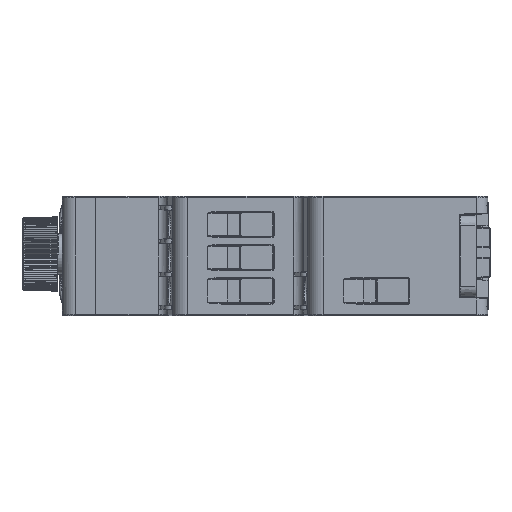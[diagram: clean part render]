
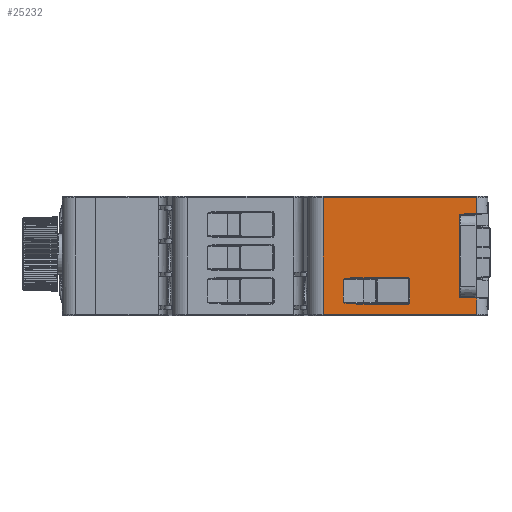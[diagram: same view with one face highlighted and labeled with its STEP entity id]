
A CAD part, left-side view. The second image highlights one B-rep face of the part: STEP entity #25232.
In plain terms, the highlighted planar face has unit normal (-1, 0, 0).
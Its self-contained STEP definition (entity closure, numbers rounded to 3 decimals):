
#5476=DIRECTION('',(0.,1.,0.));
#5477=VECTOR('',#5476,23.117);
#5478=CARTESIAN_POINT('',(-45.,-62.504,17.8));
#5479=LINE('',#5478,#5477);
#5655=CARTESIAN_POINT('',(-45.,-62.504,15.361));
#5660=DIRECTION('',(0.,0.,1.));
#5661=VECTOR('',#5660,2.439);
#5662=CARTESIAN_POINT('',(-45.,-62.504,15.361));
#5663=LINE('',#5662,#5661);
#6682=DIRECTION('',(0.,0.,1.));
#6683=VECTOR('',#6682,2.48);
#6684=CARTESIAN_POINT('',(-45.,-62.504,0.2));
#6685=LINE('',#6684,#6683);
#6712=DIRECTION('',(0.,1.,-0.017));
#6713=VECTOR('',#6712,2.514);
#6714=CARTESIAN_POINT('',(-45.,-62.504,15.361));
#6715=LINE('',#6714,#6713);
#6719=DIRECTION('',(0.,-1.,-0.017));
#6720=VECTOR('',#6719,2.514);
#6721=CARTESIAN_POINT('',(-45.,-59.99,2.724));
#6722=LINE('',#6721,#6720);
#6726=CARTESIAN_POINT('',(-45.,-42.437,2.046));
#6727=CARTESIAN_POINT('',(-45.,-42.437,2.027));
#6728=CARTESIAN_POINT('',(-45.,-42.466,
1.989));
#6729=CARTESIAN_POINT('',(-45.,-42.59,
1.934));
#6730=CARTESIAN_POINT('',(-45.,-42.759,
1.892));
#6731=CARTESIAN_POINT('',(-45.,-42.929,
1.862));
#6732=CARTESIAN_POINT('',(-45.,-43.121,
1.834));
#6733=CARTESIAN_POINT('',(-45.,-43.399,
1.804));
#6734=CARTESIAN_POINT('',(-45.,-43.78,
1.777));
#6735=CARTESIAN_POINT('',(-45.,-44.194,
1.761));
#6736=CARTESIAN_POINT('',(-45.,-44.483,
1.757));
#6737=CARTESIAN_POINT('',(-45.,-44.629,
1.758));
#6742=CARTESIAN_POINT('',(-45.,-52.124,
1.759));
#6743=CARTESIAN_POINT('',(-45.,-52.153,
1.76));
#6744=CARTESIAN_POINT('',(-45.,-52.193,
1.764));
#6745=CARTESIAN_POINT('',(-45.,-52.256,
1.786));
#6746=CARTESIAN_POINT('',(-45.,-52.291,1.807));
#6747=CARTESIAN_POINT('',(-45.,-52.308,1.82));
#6752=CARTESIAN_POINT('',(-45.,-52.308,1.82));
#6753=CARTESIAN_POINT('',(-45.,-52.333,1.839));
#6754=CARTESIAN_POINT('',(-45.,-52.376,1.882));
#6755=CARTESIAN_POINT('',(-45.,-52.418,1.967));
#6756=CARTESIAN_POINT('',(-45.,-52.427,2.028));
#6757=CARTESIAN_POINT('',(-45.,-52.428,2.059));
#6762=CARTESIAN_POINT('',(-45.,-52.428,5.441));
#6763=CARTESIAN_POINT('',(-45.,-52.427,5.472));
#6764=CARTESIAN_POINT('',(-45.,-52.418,5.533));
#6765=CARTESIAN_POINT('',(-45.,-52.376,5.618));
#6766=CARTESIAN_POINT('',(-45.,-52.333,5.661));
#6767=CARTESIAN_POINT('',(-45.,-52.308,5.68));
#6772=CARTESIAN_POINT('',(-45.,-52.308,5.68));
#6773=CARTESIAN_POINT('',(-45.,-52.291,5.693));
#6774=CARTESIAN_POINT('',(-45.,-52.255,
5.715));
#6775=CARTESIAN_POINT('',(-45.,-52.193,
5.736));
#6776=CARTESIAN_POINT('',(-45.,-52.152,
5.74));
#6777=CARTESIAN_POINT('',(-45.,-52.124,
5.741));
#6782=CARTESIAN_POINT('',(-45.,-44.629,
5.742));
#6783=CARTESIAN_POINT('',(-45.,-44.483,
5.743));
#6784=CARTESIAN_POINT('',(-45.,-44.194,
5.739));
#6785=CARTESIAN_POINT('',(-45.,-43.78,
5.723));
#6786=CARTESIAN_POINT('',(-45.,-43.399,
5.696));
#6787=CARTESIAN_POINT('',(-45.,-43.121,
5.666));
#6788=CARTESIAN_POINT('',(-45.,-42.929,
5.638));
#6789=CARTESIAN_POINT('',(-45.,-42.759,
5.608));
#6790=CARTESIAN_POINT('',(-45.,-42.59,
5.566));
#6791=CARTESIAN_POINT('',(-45.,-42.466,
5.511));
#6792=CARTESIAN_POINT('',(-45.,-42.437,5.473));
#6793=CARTESIAN_POINT('',(-45.,-42.437,5.454));
#6805=DIRECTION('',(0.,0.,-1.));
#6806=VECTOR('',#6805,17.6);
#6807=CARTESIAN_POINT('',(-45.,-39.386,17.8));
#6808=LINE('',#6807,#6806);
#7245=DIRECTION('',(0.,-1.,0.));
#7246=VECTOR('',#7245,23.117);
#7247=CARTESIAN_POINT('',(-45.,-39.386,0.2));
#7248=LINE('',#7247,#7246);
#7521=DIRECTION('',(0.,0.,1.));
#7522=VECTOR('',#7521,12.593);
#7523=CARTESIAN_POINT('',(-45.,-59.99,2.724));
#7524=LINE('',#7523,#7522);
#7542=DIRECTION('',(0.,0.,1.));
#7543=VECTOR('',#7542,3.407);
#7544=CARTESIAN_POINT('',(-45.,-42.437,2.046));
#7545=LINE('',#7544,#7543);
#7781=DIRECTION('',(0.,-1.,0.));
#7782=VECTOR('',#7781,7.495);
#7783=CARTESIAN_POINT('',(-45.,-44.629,
5.742));
#7784=LINE('',#7783,#7782);
#7862=DIRECTION('',(0.,0.,-1.));
#7863=VECTOR('',#7862,3.381);
#7864=CARTESIAN_POINT('',(-45.,-52.428,5.441));
#7865=LINE('',#7864,#7863);
#7955=DIRECTION('',(0.,1.,0.));
#7956=VECTOR('',#7955,7.495);
#7957=CARTESIAN_POINT('',(-45.,-52.124,
1.759));
#7958=LINE('',#7957,#7956);
#18436=CARTESIAN_POINT('',(-45.,-39.386,17.8));
#18437=VERTEX_POINT('',#18436);
#18438=CARTESIAN_POINT('',(-45.,-62.504,17.8));
#18439=VERTEX_POINT('',#18438);
#18446=VERTEX_POINT('',#5655);
#18479=CARTESIAN_POINT('',(-45.,-62.504,0.2));
#18480=CARTESIAN_POINT('',(-45.,-62.504,2.68));
#18481=VERTEX_POINT('',#18479);
#18482=VERTEX_POINT('',#18480);
#18486=CARTESIAN_POINT('',(-45.,-39.386,0.2));
#18487=VERTEX_POINT('',#18486);
#18488=CARTESIAN_POINT('',(-45.,-59.99,15.317));
#18489=VERTEX_POINT('',#18488);
#18490=CARTESIAN_POINT('',(-45.,-59.99,2.724));
#18491=VERTEX_POINT('',#18490);
#18492=CARTESIAN_POINT('',(-45.,-42.437,2.046));
#18493=CARTESIAN_POINT('',(-45.,-42.437,5.454));
#18494=VERTEX_POINT('',#18492);
#18495=VERTEX_POINT('',#18493);
#18496=VERTEX_POINT('',#6737);
#18497=CARTESIAN_POINT('',(-45.,-52.124,
1.759));
#18498=VERTEX_POINT('',#18497);
#18499=VERTEX_POINT('',#6747);
#18500=VERTEX_POINT('',#6757);
#18501=CARTESIAN_POINT('',(-45.,-52.428,5.441));
#18502=VERTEX_POINT('',#18501);
#18503=VERTEX_POINT('',#6767);
#18504=VERTEX_POINT('',#6777);
#18505=CARTESIAN_POINT('',(-45.,-44.629,
5.742));
#18506=VERTEX_POINT('',#18505);
#25190=CARTESIAN_POINT('',(-45.,-39.386,1.));
#25191=DIRECTION('',(1.,0.,0.));
#25192=DIRECTION('',(0.,0.,-1.));
#25193=AXIS2_PLACEMENT_3D('',#25190,#25191,#25192);
#25194=PLANE('',#25193);
#25196=ORIENTED_EDGE('',*,*,#25195,.F.);
#25197=ORIENTED_EDGE('',*,*,#24025,.F.);
#25198=ORIENTED_EDGE('',*,*,#24190,.F.);
#25200=ORIENTED_EDGE('',*,*,#25199,.T.);
#25202=ORIENTED_EDGE('',*,*,#25201,.F.);
#25204=ORIENTED_EDGE('',*,*,#25203,.T.);
#25205=ORIENTED_EDGE('',*,*,#25177,.F.);
#25207=ORIENTED_EDGE('',*,*,#25206,.F.);
#25208=EDGE_LOOP('',(#25196,#25197,#25198,#25200,#25202,#25204,#25205,#25207));
#25209=FACE_OUTER_BOUND('',#25208,.F.);
#25211=ORIENTED_EDGE('',*,*,#25210,.F.);
#25213=ORIENTED_EDGE('',*,*,#25212,.T.);
#25215=ORIENTED_EDGE('',*,*,#25214,.F.);
#25217=ORIENTED_EDGE('',*,*,#25216,.T.);
#25219=ORIENTED_EDGE('',*,*,#25218,.T.);
#25221=ORIENTED_EDGE('',*,*,#25220,.F.);
#25223=ORIENTED_EDGE('',*,*,#25222,.T.);
#25225=ORIENTED_EDGE('',*,*,#25224,.T.);
#25227=ORIENTED_EDGE('',*,*,#25226,.F.);
#25229=ORIENTED_EDGE('',*,*,#25228,.T.);
#25230=EDGE_LOOP('',(#25211,#25213,#25215,#25217,#25219,#25221,#25223,#25225,
#25227,#25229));
#25231=FACE_BOUND('',#25230,.F.);
#25232=ADVANCED_FACE('',(#25209,#25231),#25194,.F.);
#6738=B_SPLINE_CURVE_WITH_KNOTS('',3,(#6726,#6727,#6728,#6729,#6730,#6731,#6732,
#6733,#6734,#6735,#6736,#6737),.UNSPECIFIED.,.F.,.F.,(4,1,1,1,1,1,1,1,1,4),
(0.,0.125,0.25,0.375,0.438,
0.5,0.625,0.75,0.875,1.),
.UNSPECIFIED.);
#6748=B_SPLINE_CURVE_WITH_KNOTS('',3,(#6742,#6743,#6744,#6745,#6746,#6747),
.UNSPECIFIED.,.F.,.F.,(4,1,1,4),(0.,0.333,0.667,1.),
.UNSPECIFIED.);
#6758=B_SPLINE_CURVE_WITH_KNOTS('',3,(#6752,#6753,#6754,#6755,#6756,#6757),
.UNSPECIFIED.,.F.,.F.,(4,1,1,4),(0.,0.333,0.667,1.),
.UNSPECIFIED.);
#6768=B_SPLINE_CURVE_WITH_KNOTS('',3,(#6762,#6763,#6764,#6765,#6766,#6767),
.UNSPECIFIED.,.F.,.F.,(4,1,1,4),(0.,0.333,0.667,1.),
.UNSPECIFIED.);
#6778=B_SPLINE_CURVE_WITH_KNOTS('',3,(#6772,#6773,#6774,#6775,#6776,#6777),
.UNSPECIFIED.,.F.,.F.,(4,1,1,4),(0.,0.333,0.667,1.),
.UNSPECIFIED.);
#6794=B_SPLINE_CURVE_WITH_KNOTS('',3,(#6782,#6783,#6784,#6785,#6786,#6787,#6788,
#6789,#6790,#6791,#6792,#6793),.UNSPECIFIED.,.F.,.F.,(4,1,1,1,1,1,1,1,1,4),
(0.,0.125,0.25,0.375,0.5,
0.562,0.625,0.75,0.875,1.),
.UNSPECIFIED.);
#24025=EDGE_CURVE('',#18439,#18437,#5479,.T.);
#24190=EDGE_CURVE('',#18446,#18439,#5663,.T.);
#25177=EDGE_CURVE('',#18481,#18482,#6685,.T.);
#25195=EDGE_CURVE('',#18437,#18487,#6808,.T.);
#25199=EDGE_CURVE('',#18446,#18489,#6715,.T.);
#25201=EDGE_CURVE('',#18491,#18489,#7524,.T.);
#25203=EDGE_CURVE('',#18491,#18482,#6722,.T.);
#25206=EDGE_CURVE('',#18487,#18481,#7248,.T.);
#25210=EDGE_CURVE('',#18494,#18495,#7545,.T.);
#25212=EDGE_CURVE('',#18494,#18496,#6738,.T.);
#25214=EDGE_CURVE('',#18498,#18496,#7958,.T.);
#25216=EDGE_CURVE('',#18498,#18499,#6748,.T.);
#25218=EDGE_CURVE('',#18499,#18500,#6758,.T.);
#25220=EDGE_CURVE('',#18502,#18500,#7865,.T.);
#25222=EDGE_CURVE('',#18502,#18503,#6768,.T.);
#25224=EDGE_CURVE('',#18503,#18504,#6778,.T.);
#25226=EDGE_CURVE('',#18506,#18504,#7784,.T.);
#25228=EDGE_CURVE('',#18506,#18495,#6794,.T.);
